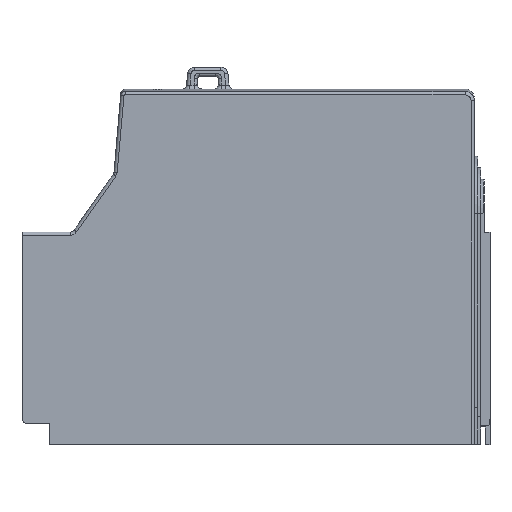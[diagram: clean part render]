
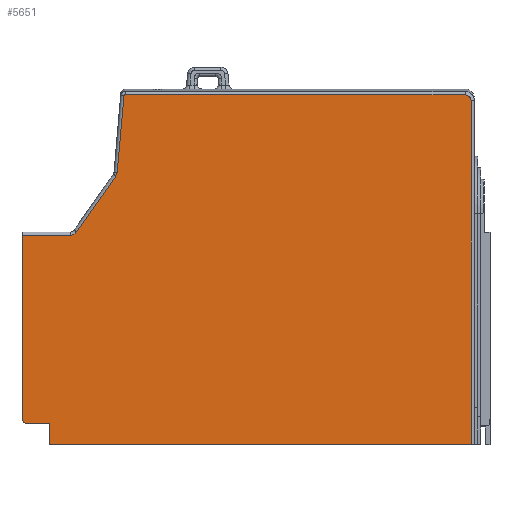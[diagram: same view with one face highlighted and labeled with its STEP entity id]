
A CAD part, top view. The second image highlights one B-rep face of the part: STEP entity #5651.
In plain terms, the highlighted planar face has unit normal (0, 0, 1).
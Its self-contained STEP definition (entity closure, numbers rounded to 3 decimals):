
#355=DIRECTION('',(0.,1.,0.));
#356=VECTOR('',#355,4.5);
#357=CARTESIAN_POINT('',(50.2,-31.3,16.7));
#358=LINE('',#357,#356);
#371=DIRECTION('',(1.,0.,0.));
#372=VECTOR('',#371,5.3);
#373=CARTESIAN_POINT('',(44.9,-26.8,16.7));
#374=LINE('',#373,#372);
#375=DIRECTION('',(0.707,-0.707,0.));
#376=VECTOR('',#375,0.99);
#377=CARTESIAN_POINT('',(44.2,-26.1,16.7));
#378=LINE('',#377,#376);
#379=DIRECTION('',(0.,-1.,0.));
#380=VECTOR('',#379,40.1);
#381=CARTESIAN_POINT('',(44.2,14.,16.7));
#382=LINE('',#381,#380);
#383=DIRECTION('',(-1.,0.,0.));
#384=VECTOR('',#383,10.479);
#385=CARTESIAN_POINT('',(54.679,14.,16.7));
#386=LINE('',#385,#384);
#387=CARTESIAN_POINT('',(54.679,15.7,16.7));
#388=DIRECTION('',(0.,0.,-1.));
#389=DIRECTION('',(0.819,-0.574,0.));
#390=AXIS2_PLACEMENT_3D('',#387,#388,#389);
#392=DIRECTION('',(-0.574,-0.819,0.));
#393=VECTOR('',#392,14.741);
#394=CARTESIAN_POINT('',(64.527,26.8,16.7));
#395=LINE('',#394,#393);
#396=CARTESIAN_POINT('',(63.134,27.775,16.7));
#397=DIRECTION('',(0.,0.,-1.));
#398=DIRECTION('',(0.996,-0.087,0.));
#399=AXIS2_PLACEMENT_3D('',#396,#397,#398);
#401=DIRECTION('',(-0.087,-0.996,0.));
#402=VECTOR('',#401,16.603);
#403=CARTESIAN_POINT('',(66.275,44.167,16.7));
#404=LINE('',#403,#402);
#405=CARTESIAN_POINT('',(66.574,44.441,16.7));
#406=CARTESIAN_POINT('',(66.515,44.441,16.7));
#407=CARTESIAN_POINT('',(66.421,44.402,16.7));
#408=CARTESIAN_POINT('',(66.312,44.292,16.7));
#409=CARTESIAN_POINT('',(66.279,44.213,16.7));
#410=CARTESIAN_POINT('',(66.275,44.167,16.7));
#412=DIRECTION('',(-1.,0.,0.));
#413=VECTOR('',#412,73.626);
#414=CARTESIAN_POINT('',(140.2,44.441,16.7));
#415=LINE('',#414,#413);
#416=CARTESIAN_POINT('',(141.5,43.14,16.7));
#417=CARTESIAN_POINT('',(141.5,43.239,16.7));
#418=CARTESIAN_POINT('',(141.477,43.388,16.7));
#419=CARTESIAN_POINT('',(141.409,43.579,16.7));
#420=CARTESIAN_POINT('',(141.347,43.704,16.7));
#421=CARTESIAN_POINT('',(141.281,43.81,16.7));
#422=CARTESIAN_POINT('',(141.194,43.928,16.7));
#423=CARTESIAN_POINT('',(141.07,44.065,16.7));
#424=CARTESIAN_POINT('',(140.928,44.182,16.7));
#425=CARTESIAN_POINT('',(140.806,44.262,16.7));
#426=CARTESIAN_POINT('',(140.703,44.319,16.7));
#427=CARTESIAN_POINT('',(140.587,44.37,16.7));
#428=CARTESIAN_POINT('',(140.418,44.423,16.7));
#429=CARTESIAN_POINT('',(140.287,44.441,16.7));
#430=CARTESIAN_POINT('',(140.2,44.441,16.7));
#432=DIRECTION('',(0.,1.,0.));
#433=VECTOR('',#432,74.44);
#434=CARTESIAN_POINT('',(141.5,-31.3,16.7));
#435=LINE('',#434,#433);
#710=DIRECTION('',(-1.,0.,0.));
#711=VECTOR('',#710,91.3);
#712=CARTESIAN_POINT('',(141.5,-31.3,16.7));
#713=LINE('',#712,#711);
#1005=CARTESIAN_POINT('',(66.574,44.441,16.7));
#1051=CARTESIAN_POINT('',(66.275,44.167,16.7));
#4730=CARTESIAN_POINT('',(50.2,-31.3,16.7));
#4731=VERTEX_POINT('',#4730);
#4732=CARTESIAN_POINT('',(50.2,-26.8,16.7));
#4733=VERTEX_POINT('',#4732);
#5251=CARTESIAN_POINT('',(141.5,-31.3,16.7));
#5252=VERTEX_POINT('',#5251);
#5259=CARTESIAN_POINT('',(141.5,43.14,16.7));
#5260=VERTEX_POINT('',#5259);
#5261=VERTEX_POINT('',#430);
#5271=VERTEX_POINT('',#1005);
#5272=VERTEX_POINT('',#1051);
#5273=CARTESIAN_POINT('',(64.828,27.627,16.7));
#5274=VERTEX_POINT('',#5273);
#5275=CARTESIAN_POINT('',(64.527,26.8,16.7));
#5276=VERTEX_POINT('',#5275);
#5277=CARTESIAN_POINT('',(56.072,14.725,16.7));
#5278=VERTEX_POINT('',#5277);
#5279=CARTESIAN_POINT('',(54.679,14.,16.7));
#5280=VERTEX_POINT('',#5279);
#5283=CARTESIAN_POINT('',(44.2,14.,16.7));
#5284=VERTEX_POINT('',#5283);
#5285=CARTESIAN_POINT('',(44.2,-26.1,16.7));
#5286=VERTEX_POINT('',#5285);
#5287=CARTESIAN_POINT('',(44.9,-26.8,16.7));
#5288=VERTEX_POINT('',#5287);
#5618=CARTESIAN_POINT('',(92.85,6.57,16.7));
#5619=DIRECTION('',(0.,0.,1.));
#5620=DIRECTION('',(1.,0.,0.));
#5621=AXIS2_PLACEMENT_3D('',#5618,#5619,#5620);
#5622=PLANE('',#5621);
#5623=ORIENTED_EDGE('',*,*,#5400,.F.);
#5625=ORIENTED_EDGE('',*,*,#5624,.F.);
#5627=ORIENTED_EDGE('',*,*,#5626,.F.);
#5629=ORIENTED_EDGE('',*,*,#5628,.F.);
#5631=ORIENTED_EDGE('',*,*,#5630,.F.);
#5633=ORIENTED_EDGE('',*,*,#5632,.F.);
#5635=ORIENTED_EDGE('',*,*,#5634,.F.);
#5637=ORIENTED_EDGE('',*,*,#5636,.F.);
#5639=ORIENTED_EDGE('',*,*,#5638,.F.);
#5641=ORIENTED_EDGE('',*,*,#5640,.F.);
#5643=ORIENTED_EDGE('',*,*,#5642,.F.);
#5645=ORIENTED_EDGE('',*,*,#5644,.F.);
#5647=ORIENTED_EDGE('',*,*,#5646,.T.);
#5648=ORIENTED_EDGE('',*,*,#5598,.T.);
#5649=EDGE_LOOP('',(#5623,#5625,#5627,#5629,#5631,#5633,#5635,#5637,#5639,#5641,
#5643,#5645,#5647,#5648));
#5650=FACE_OUTER_BOUND('',#5649,.F.);
#391=CIRCLE('',#390,1.7);
#400=CIRCLE('',#399,1.7);
#411=B_SPLINE_CURVE_WITH_KNOTS('',3,(#405,#406,#407,#408,#409,#410),
.UNSPECIFIED.,.F.,.F.,(4,1,1,4),(0.,0.426,0.663,1.),
.UNSPECIFIED.);
#431=B_SPLINE_CURVE_WITH_KNOTS('',3,(#416,#417,#418,#419,#420,#421,#422,#423,
#424,#425,#426,#427,#428,#429,#430),.UNSPECIFIED.,.F.,.F.,(4,1,1,1,1,1,1,1,1,1,
1,1,4),(0.,0.152,0.229,0.305,
0.358,0.412,0.518,0.625,
0.679,0.732,0.799,0.866,1.),
.UNSPECIFIED.);
#5400=EDGE_CURVE('',#5288,#4733,#374,.T.);
#5598=EDGE_CURVE('',#4731,#4733,#358,.T.);
#5624=EDGE_CURVE('',#5286,#5288,#378,.T.);
#5626=EDGE_CURVE('',#5284,#5286,#382,.T.);
#5628=EDGE_CURVE('',#5280,#5284,#386,.T.);
#5630=EDGE_CURVE('',#5278,#5280,#391,.T.);
#5632=EDGE_CURVE('',#5276,#5278,#395,.T.);
#5634=EDGE_CURVE('',#5274,#5276,#400,.T.);
#5636=EDGE_CURVE('',#5272,#5274,#404,.T.);
#5638=EDGE_CURVE('',#5271,#5272,#411,.T.);
#5640=EDGE_CURVE('',#5261,#5271,#415,.T.);
#5642=EDGE_CURVE('',#5260,#5261,#431,.T.);
#5644=EDGE_CURVE('',#5252,#5260,#435,.T.);
#5646=EDGE_CURVE('',#5252,#4731,#713,.T.);
#5651=ADVANCED_FACE('',(#5650),#5622,.T.);
